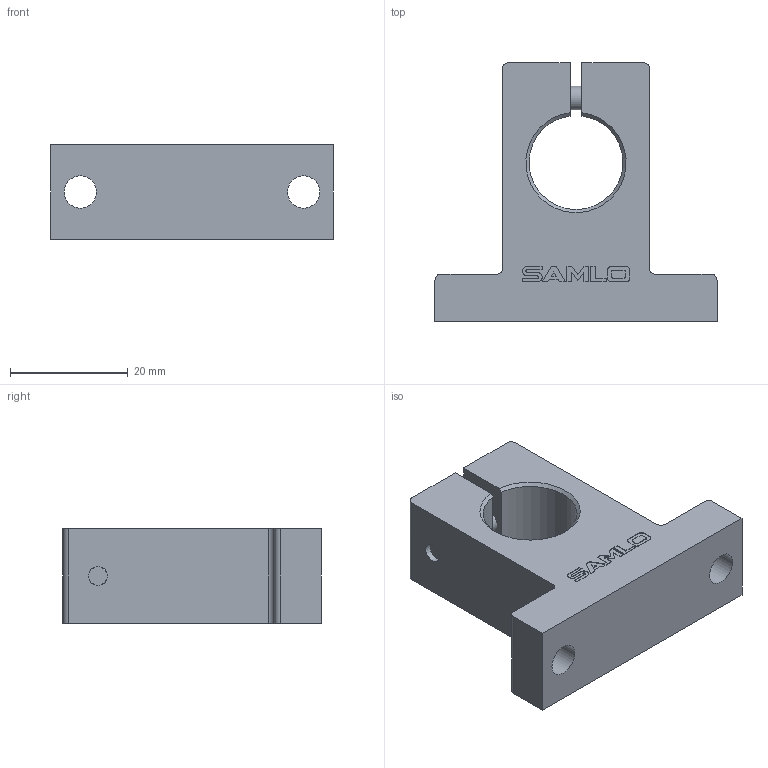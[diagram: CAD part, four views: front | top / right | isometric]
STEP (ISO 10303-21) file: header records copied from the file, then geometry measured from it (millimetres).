
FILE_DESCRIPTION( ( 'STEP AP214' ), '1' );
FILE_NAME( 'SHHSK-16.stp', '2024-09-06T13:07:13', ( 'License CC BY-ND 4.0' ), ( 'CADENAS' ), ' ', 'PARTsolutions', ' ' );
FILE_SCHEMA( ( 'AUTOMOTIVE_DESIGN { 1 0 10303 214 1 1 1 1 }' ) );
Length unit declared in the file: millimetre
Products named in the file (3): SHHSK-16; _SHHSK-16_base; _SHHSK_SCA-M4-L20
Assembly tree (2 placements, depth 2):
  SHHSK-16
    _SHHSK-16_base
    _SHHSK_SCA-M4-L20
Bounding box: 48 x 44 x 16 mm (x, y, z)
Volume: 16664.7 mm3; surface area: 6913.3 mm2
Topology: 2 solids, 2 shells, 106 faces, 275 edges, 183 vertices
Faces by surface type: plane 76, cylinder 26, cone 4
Full cylindrical faces by diameter (mm): 3.242 x2, 4 x1, 5.5 x2, 7 x1, 8 x1
Entity records: 4107 total; most frequent: CARTESIAN_POINT 580, DIRECTION 535, ORIENTED_EDGE 530, EDGE_CURVE 265, LINE 205, VECTOR 205, VERTEX_POINT 182, AXIS2_PLACEMENT_3D 165
